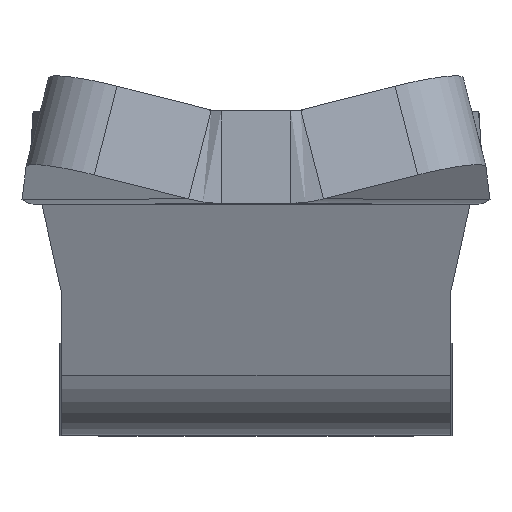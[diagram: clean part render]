
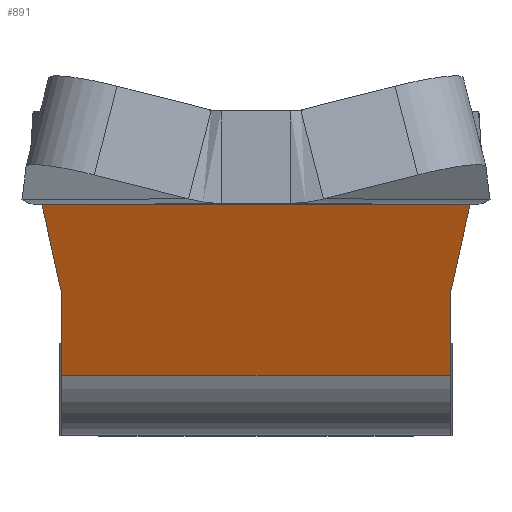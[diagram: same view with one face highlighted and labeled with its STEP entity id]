
A CAD part, top view. The second image highlights one B-rep face of the part: STEP entity #891.
In plain terms, the highlighted planar face has unit normal (0, -0.358, 0.934).
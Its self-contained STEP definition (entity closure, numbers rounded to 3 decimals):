
#9 = DIRECTION ( 'NONE',  ( -0.203, -0.914, -0.351 ) ) ;
#284 = VECTOR ( 'NONE', #1690, 1000. ) ;
#326 = EDGE_CURVE ( 'NONE', #714, #3210, #1047, .T. ) ;
#344 = EDGE_CURVE ( 'NONE', #1463, #1823, #1393, .T. ) ;
#382 = CARTESIAN_POINT ( 'NONE',  ( -8.404, 2.09, 17.087 ) ) ;
#447 = DIRECTION ( 'NONE',  ( -1., 0., 0. ) ) ;
#487 = CARTESIAN_POINT ( 'NONE',  ( 0., -14.877, 10.574 ) ) ;
#625 = CARTESIAN_POINT ( 'NONE',  ( 8.404, -1.401, 15.747 ) ) ;
#714 = VERTEX_POINT ( 'NONE', #382 ) ;
#804 = LINE ( 'NONE', #2983, #3216 ) ;
#860 = CARTESIAN_POINT ( 'NONE',  ( 8.404, -1.401, 15.747 ) ) ;
#891 = ADVANCED_FACE ( 'NONE', ( #1839 ), #2935, .F. ) ;
#903 = EDGE_LOOP ( 'NONE', ( #2960, #3220, #2993, #3053, #2699, #2865 ) ) ;
#994 = DIRECTION ( 'NONE',  ( -0.203, 0.914, 0.351 ) ) ;
#1047 = LINE ( 'NONE', #2425, #1754 ) ;
#1123 = AXIS2_PLACEMENT_3D ( 'NONE', #487, #2665, #1562 ) ;
#1194 = CARTESIAN_POINT ( 'NONE',  ( -8.404, 2.09, 17.087 ) ) ;
#1212 = LINE ( 'NONE', #625, #284 ) ;
#1368 = VERTEX_POINT ( 'NONE', #2269 ) ;
#1393 = LINE ( 'NONE', #3204, #3303 ) ;
#1463 = VERTEX_POINT ( 'NONE', #1555 ) ;
#1555 = CARTESIAN_POINT ( 'NONE',  ( -9.266, 5.968, 18.575 ) ) ;
#1562 = DIRECTION ( 'NONE',  ( 0., 0.934, 0.358 ) ) ;
#1690 = DIRECTION ( 'NONE',  ( 0., 0.934, 0.358 ) ) ;
#1754 = VECTOR ( 'NONE', #2154, 1000. ) ;
#1823 = VERTEX_POINT ( 'NONE', #2753 ) ;
#1839 = FACE_OUTER_BOUND ( 'NONE', #903, .T. ) ;
#1853 = VERTEX_POINT ( 'NONE', #860 ) ;
#1908 = VECTOR ( 'NONE', #994, 1000. ) ;
#2016 = LINE ( 'NONE', #1194, #1908 ) ;
#2051 = EDGE_CURVE ( 'NONE', #1853, #1368, #1212, .T. ) ;
#2062 = LINE ( 'NONE', #2892, #2063 ) ;
#2063 = VECTOR ( 'NONE', #447, 1000. ) ;
#2154 = DIRECTION ( 'NONE',  ( 0., -0.934, -0.358 ) ) ;
#2269 = CARTESIAN_POINT ( 'NONE',  ( 8.404, 2.09, 17.087 ) ) ;
#2425 = CARTESIAN_POINT ( 'NONE',  ( -8.404, 2.09, 17.087 ) ) ;
#2665 = DIRECTION ( 'NONE',  ( 0., 0.358, -0.934 ) ) ;
#2699 = ORIENTED_EDGE ( 'NONE', *, *, #2051, .T. ) ;
#2753 = CARTESIAN_POINT ( 'NONE',  ( 9.266, 5.968, 18.575 ) ) ;
#2789 = EDGE_CURVE ( 'NONE', #1823, #1368, #804, .T. ) ;
#2865 = ORIENTED_EDGE ( 'NONE', *, *, #2789, .F. ) ;
#2892 = CARTESIAN_POINT ( 'NONE',  ( 17.452, -1.401, 15.747 ) ) ;
#2935 = PLANE ( 'NONE',  #1123 ) ;
#2960 = ORIENTED_EDGE ( 'NONE', *, *, #344, .F. ) ;
#2983 = CARTESIAN_POINT ( 'NONE',  ( 9.266, 5.968, 18.575 ) ) ;
#2993 = ORIENTED_EDGE ( 'NONE', *, *, #326, .T. ) ;
#3053 = ORIENTED_EDGE ( 'NONE', *, *, #3404, .F. ) ;
#3204 = CARTESIAN_POINT ( 'NONE',  ( 0., 5.968, 18.575 ) ) ;
#3210 = VERTEX_POINT ( 'NONE', #3328 ) ;
#3216 = VECTOR ( 'NONE', #9, 1000. ) ;
#3220 = ORIENTED_EDGE ( 'NONE', *, *, #3331, .F. ) ;
#3226 = DIRECTION ( 'NONE',  ( 1., 0., 0. ) ) ;
#3303 = VECTOR ( 'NONE', #3226, 1000. ) ;
#3328 = CARTESIAN_POINT ( 'NONE',  ( -8.404, -1.401, 15.747 ) ) ;
#3331 = EDGE_CURVE ( 'NONE', #714, #1463, #2016, .T. ) ;
#3404 = EDGE_CURVE ( 'NONE', #1853, #3210, #2062, .T. ) ;
